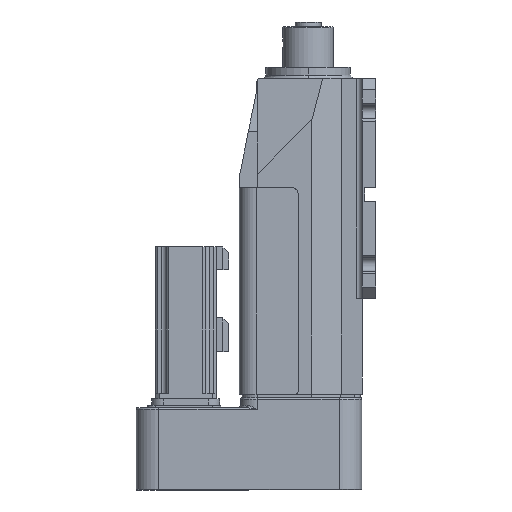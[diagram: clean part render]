
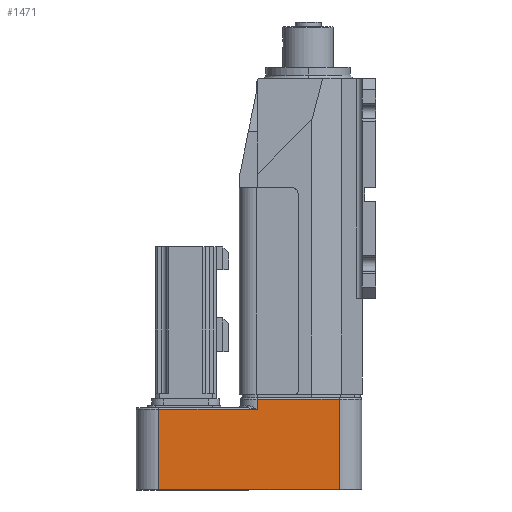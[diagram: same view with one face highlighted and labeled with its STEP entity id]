
A CAD part, left-side view. The second image highlights one B-rep face of the part: STEP entity #1471.
In plain terms, the highlighted planar face has unit normal (-1, 0, 0).
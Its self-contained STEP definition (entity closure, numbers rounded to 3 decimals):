
#1268 = VERTEX_POINT ( 'NONE', #4975 ) ;
#1286 = VERTEX_POINT ( 'NONE', #5072 ) ;
#1348 = VERTEX_POINT ( 'NONE', #7905 ) ;
#1379 = EDGE_CURVE ( 'NONE', #1268, #1402, #7985, .T. ) ;
#1396 = EDGE_CURVE ( 'NONE', #1286, #1268, #8043, .T. ) ;
#1402 = VERTEX_POINT ( 'NONE', #8027 ) ;
#1409 = EDGE_CURVE ( 'NONE', #1348, #1286, #6547, .T. ) ;
#1453 = EDGE_CURVE ( 'NONE', #1532, #1468, #8049, .T. ) ;
#1454 = ORIENTED_EDGE ( 'NONE', *, *, #1467, .T. ) ;
#1455 = ORIENTED_EDGE ( 'NONE', *, *, #1409, .T. ) ;
#1467 = EDGE_CURVE ( 'NONE', #1468, #1348, #8106, .T. ) ;
#1468 = VERTEX_POINT ( 'NONE', #8102 ) ;
#1471 = ADVANCED_FACE ( 'NONE', ( #8096 ), #8155, .T. ) ;
#1472 = EDGE_LOOP ( 'NONE', ( #1473, #1474, #1475, #1533, #1454, #1455 ) ) ;
#1473 = ORIENTED_EDGE ( 'NONE', *, *, #1396, .T. ) ;
#1474 = ORIENTED_EDGE ( 'NONE', *, *, #1379, .T. ) ;
#1475 = ORIENTED_EDGE ( 'NONE', *, *, #1476, .F. ) ;
#1476 = EDGE_CURVE ( 'NONE', #1532, #1402, #8150, .T. ) ;
#1532 = VERTEX_POINT ( 'NONE', #8254 ) ;
#1533 = ORIENTED_EDGE ( 'NONE', *, *, #1453, .T. ) ;
#4975 = CARTESIAN_POINT ( 'NONE',  ( -50., 45., -1.5 ) ) ;
#5072 = CARTESIAN_POINT ( 'NONE',  ( -50., 45., 7.5 ) ) ;
#6545 = VECTOR ( 'NONE', #6552, 1000. ) ;
#6546 = CARTESIAN_POINT ( 'NONE',  ( -50., -47.5, 7.5 ) ) ;
#6547 = LINE ( 'NONE', #6546, #6545 ) ;
#6552 = DIRECTION ( 'NONE',  ( 0., 1., 0. ) ) ;
#7905 = CARTESIAN_POINT ( 'NONE',  ( -50., -27.5, 7.5 ) ) ;
#7982 = DIRECTION ( 'NONE',  ( 0., 1., 0. ) ) ;
#7983 = VECTOR ( 'NONE', #7982, 1000. ) ;
#7984 = CARTESIAN_POINT ( 'NONE',  ( -50., -47.5, -1.5 ) ) ;
#7985 = LINE ( 'NONE', #7984, #7983 ) ;
#8027 = CARTESIAN_POINT ( 'NONE',  ( -50., 132.5, -1.5 ) ) ;
#8040 = DIRECTION ( 'NONE',  ( 0., 0., -1. ) ) ;
#8041 = VECTOR ( 'NONE', #8040, 1000. ) ;
#8042 = CARTESIAN_POINT ( 'NONE',  ( -50., 45., -73. ) ) ;
#8043 = LINE ( 'NONE', #8042, #8041 ) ;
#8048 = CARTESIAN_POINT ( 'NONE',  ( -50., -47.5, -72.5 ) ) ;
#8049 = LINE ( 'NONE', #8048, #8082 ) ;
#8082 = VECTOR ( 'NONE', #8121, 1000. ) ;
#8096 = FACE_OUTER_BOUND ( 'NONE', #1472, .T. ) ;
#8102 = CARTESIAN_POINT ( 'NONE',  ( -50., -27.5, -72.5 ) ) ;
#8103 = DIRECTION ( 'NONE',  ( 0., 0., 1. ) ) ;
#8104 = VECTOR ( 'NONE', #8103, 1000. ) ;
#8105 = CARTESIAN_POINT ( 'NONE',  ( -50., -27.5, -73. ) ) ;
#8106 = LINE ( 'NONE', #8105, #8104 ) ;
#8121 = DIRECTION ( 'NONE',  ( 0., -1., 0. ) ) ;
#8147 = DIRECTION ( 'NONE',  ( 0., 0., 1. ) ) ;
#8148 = VECTOR ( 'NONE', #8147, 1000. ) ;
#8149 = CARTESIAN_POINT ( 'NONE',  ( -50., 132.5, -73. ) ) ;
#8150 = LINE ( 'NONE', #8149, #8148 ) ;
#8151 = DIRECTION ( 'NONE',  ( 0., 0., 1. ) ) ;
#8152 = DIRECTION ( 'NONE',  ( -1., 0., 0. ) ) ;
#8153 = CARTESIAN_POINT ( 'NONE',  ( -50., -47.5, -73. ) ) ;
#8154 = AXIS2_PLACEMENT_3D ( 'NONE', #8153, #8152, #8151 ) ;
#8155 = PLANE ( 'NONE',  #8154 ) ;
#8254 = CARTESIAN_POINT ( 'NONE',  ( -50., 132.5, -72.5 ) ) ;
